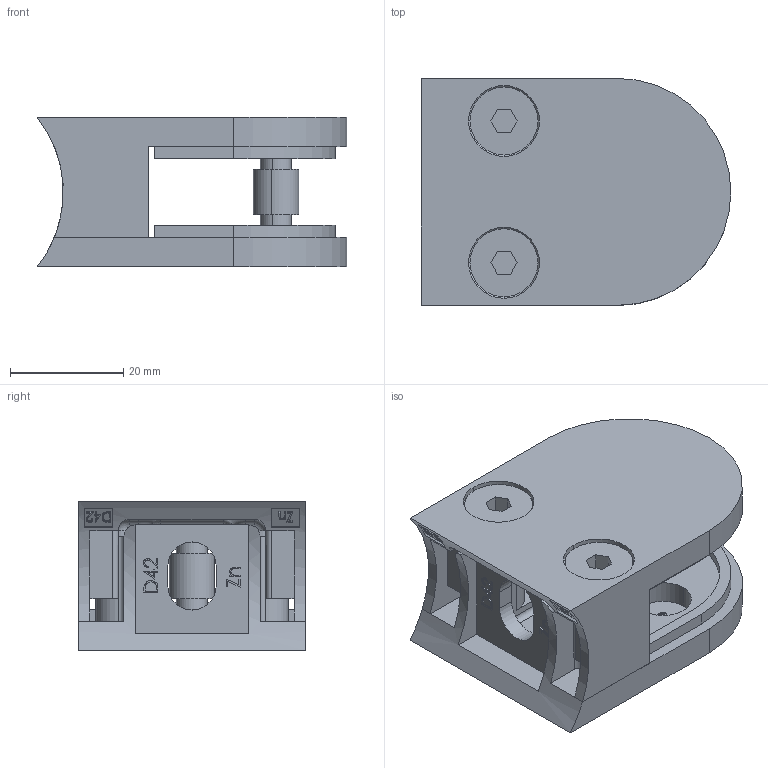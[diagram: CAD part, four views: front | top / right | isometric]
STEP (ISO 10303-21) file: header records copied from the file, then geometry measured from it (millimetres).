
FILE_DESCRIPTION (( 'STEP AP214' ), '1' );
FILE_NAME ('ZN_2000-042.STEP', '2022-11-22T09:48:10', ( '' ), ( '' ), 'SwSTEP 2.0', 'SolidWorks 2019', '' );
FILE_SCHEMA (( 'AUTOMOTIVE_DESIGN' ));
Length unit declared in the file: millimetre
Products named in the file (7): ZN_2000-042.P1; ZN_2000-000.P32; Skrutka DIN 7991_Skrutka M 6x 16; ZN_2000-042; ZN_2000-000.P31; ZN_2000-042.P3_skupina; ZN_2000-042.P2
Assembly tree (7 placements, depth 3):
  ZN_2000-042
    ZN_2000-042.P1
    ZN_2000-042.P2
    Skrutka DIN 7991_Skrutka M 6x 16  x2
    ZN_2000-042.P3_skupina
      ZN_2000-000.P31
      ZN_2000-000.P32
Bounding box: 54.61 x 40 x 26.4 mm (x, y, z)
Volume: 24890.8 mm3; surface area: 16901.2 mm2
Topology: 6 solids, 6 shells, 410 faces, 1030 edges, 654 vertices
Faces by surface type: plane 220, cylinder 98, bspline 56, cone 24, sphere 10, torus 2
Entity records: 15506 total; most frequent: CARTESIAN_POINT 5988, ORIENTED_EDGE 1960, DIRECTION 1774, EDGE_CURVE 980, LINE 650, VECTOR 650, VERTEX_POINT 632, AXIS2_PLACEMENT_3D 562
